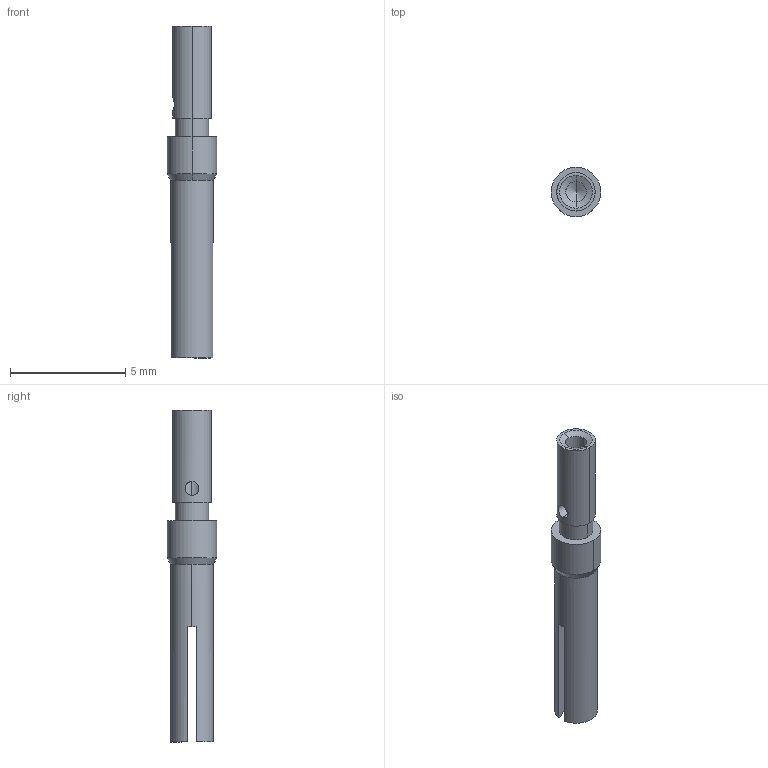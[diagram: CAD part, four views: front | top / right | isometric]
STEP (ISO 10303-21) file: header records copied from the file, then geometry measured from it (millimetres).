
FILE_DESCRIPTION(('Creo Elements/Direct Modeling STEP Export'),'2;1');
FILE_NAME('0lndqdl4dtktb56484','2017-11-27T 9:53:26',(''),(''),'PTC Creo Elements/Direct Modeling STEP processor for AP214 (Solid Model)','PTC Creo Elements/Direct Modeling 19.0E 27-Jun-2016 (C) Parametric Technology GmbH','');
FILE_SCHEMA(('AUTOMOTIVE_DESIGN { 1 0 10303 214 1 1 1 1 }'));
Length unit declared in the file: millimetre
Products named in the file (2): CIFA_0.3
Assembly tree (1 placements, depth 2):
  CIFA_0.3
    CIFA_0.3
Bounding box: 2.15 x 2.15 x 14.4 mm (x, y, z)
Volume: 27.5 mm3; surface area: 124.2 mm2
Topology: 1 solids, 1 shells, 34 faces, 89 edges, 57 vertices
Faces by surface type: cylinder 14, plane 12, cone 8
Entity records: 1316 total; most frequent: CARTESIAN_POINT 212, ORIENTED_EDGE 174, DIRECTION 158, EDGE_CURVE 87, AXIS2_PLACEMENT_3D 59, VERTEX_POINT 57, VECTOR 40, LINE 40
